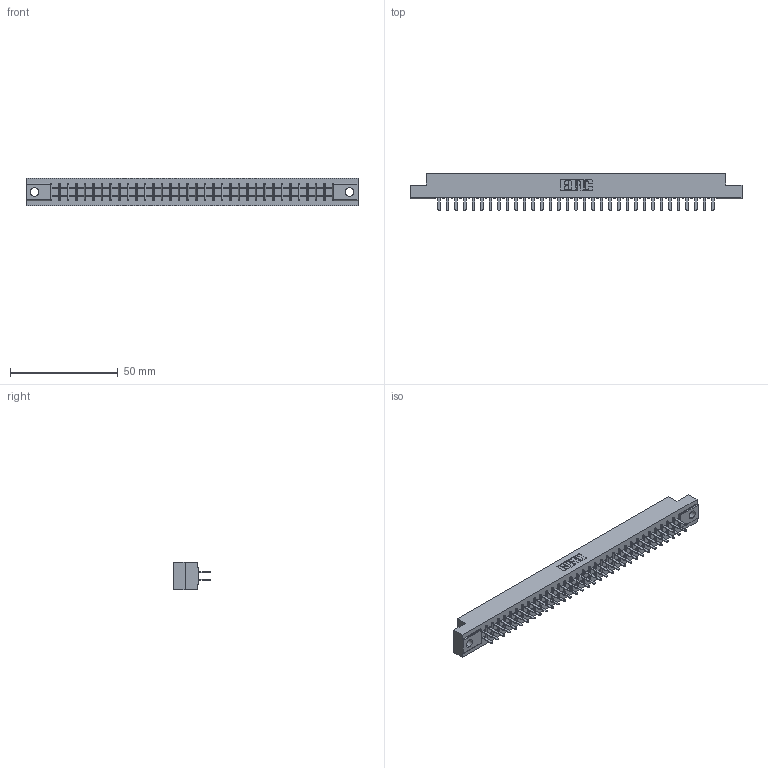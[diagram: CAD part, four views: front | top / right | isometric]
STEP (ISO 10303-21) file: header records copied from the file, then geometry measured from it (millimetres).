
FILE_DESCRIPTION (( 'STEP AP203' ), '1' );
FILE_NAME ('305-066-520-204.STEP', '2019-09-10T03:22:54', ( '' ), ( '' ), 'SwSTEP 2.0', 'SolidWorks 2016', '' );
FILE_SCHEMA (( 'CONFIG_CONTROL_DESIGN' ));
Length unit declared in the file: inch
Products named in the file (3): 305-290-001_520; 305 Part_.156 Dia; 305-066-520-204
Assembly tree (67 placements, depth 2):
  305-066-520-204
    305 Part_.156 Dia
    305-290-001_520  x66
Bounding box: 153.77 x 17.09 x 12.7 mm (x, y, z)
Volume: 15871.7 mm3; surface area: 19884.9 mm2
Topology: 67 solids, 67 shells, 3166 faces, 9031 edges, 5842 vertices
Faces by surface type: plane 1864, cylinder 1170, sphere 132
Entity records: 37124 total; most frequent: CARTESIAN_POINT 6147, ORIENTED_EDGE 6098, DIRECTION 5945, EDGE_CURVE 3049, VECTOR 2465, LINE 2465, VERTEX_POINT 1942, AXIS2_PLACEMENT_3D 1740
